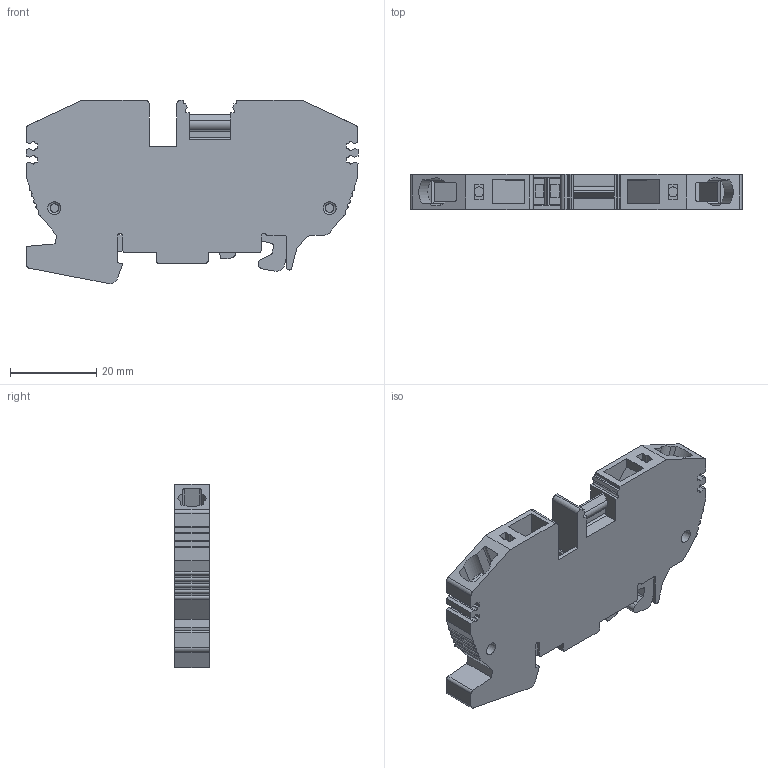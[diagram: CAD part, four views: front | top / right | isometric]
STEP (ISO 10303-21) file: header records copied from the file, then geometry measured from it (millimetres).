
FILE_DESCRIPTION(/* description */ ('Unknown'),/* implementation_level */ '2;1');
FILE_NAME(/* name */ 'BKF-06-T',/* time_stamp */ '2024-10-22T19:39:25-03:00',/* author */ ('Unknown'),/* organization */ ('Unknown'),/* preprocessor_version */ 'ST-DEVELOPER v16.7',/* originating_system */ 'Solid Edge',/* authorisation */ 'Unknown');
FILE_SCHEMA (('AUTOMOTIVE_DESIGN {1 0 10303 214 3 1 1}'));
Length unit declared in the file: millimetre
Products named in the file (1): BKF-06-T
Bounding box: 76.84 x 8.1 x 42.4 mm (x, y, z)
Volume: 17593.8 mm3; surface area: 9541.9 mm2
Topology: 1 solids, 1 shells, 284 faces, 803 edges, 530 vertices
Faces by surface type: plane 211, cylinder 71, torus 2
Full cylindrical faces by diameter (mm): 2.3 x2, 3 x2
Entity records: 11089 total; most frequent: CARTESIAN_POINT 1604, ORIENTED_EDGE 1586, DIRECTION 1523, EDGE_CURVE 793, LINE 633, VECTOR 633, VERTEX_POINT 526, AXIS2_PLACEMENT_3D 445
